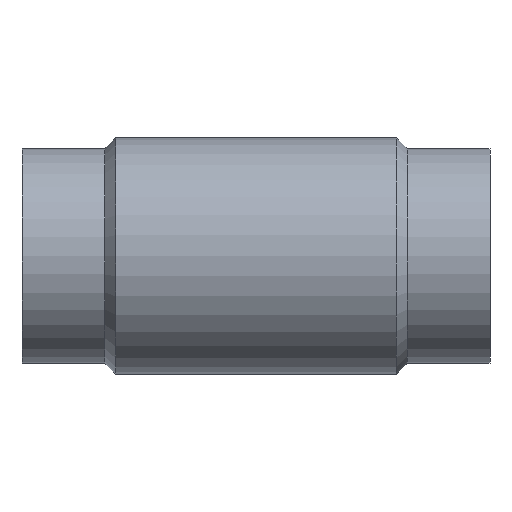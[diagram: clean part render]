
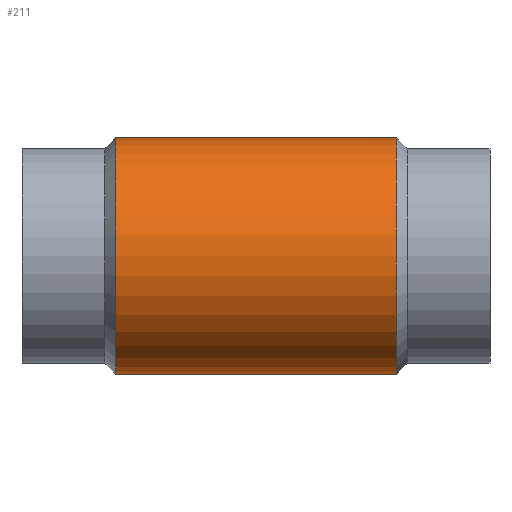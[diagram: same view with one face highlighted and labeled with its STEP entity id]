
A CAD part, top view. The second image highlights one B-rep face of the part: STEP entity #211.
In plain terms, the highlighted cylindrical face has radius 77 mm (diameter 154 mm), a full revolution.
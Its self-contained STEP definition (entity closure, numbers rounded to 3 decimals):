
#25=FACE_OUTER_BOUND('',#38,.T.);
#38=EDGE_LOOP('',(#149,#150,#151,#152,#153,#154,#155,#156,#157));
#56=B_SPLINE_CURVE_WITH_KNOTS('',3,(#416,#417,#418,#419,#420,#421,#422,
#423,#424,#425,#426,#427,#428,#429,#430,#431,#432,#433,#434,#435,#436,#437,
#438,#439,#440,#441,#442,#443,#444,#445,#446,#447,#448,#449),
 .UNSPECIFIED.,.F.,.F.,(4,2,2,2,2,2,2,2,2,2,2,2,2,2,2,2,4),(9.733,
10.932,12.131,13.331,14.53,15.764,
16.998,18.231,19.465,20.699,21.933,
23.166,24.4,25.599,26.799,27.998,
29.198),.UNSPECIFIED.);
#57=B_SPLINE_CURVE_WITH_KNOTS('',3,(#454,#455,#456,#457,#458,#459,#460,
#461,#462,#463,#464,#465,#466,#467,#468,#469,#470,#471),.UNSPECIFIED.,.F.,
 .F.,(4,2,2,2,2,2,2,2,4),(29.198,30.397,31.597,
32.796,33.995,35.229,36.463,37.697,
38.93),.UNSPECIFIED.);
#58=B_SPLINE_CURVE_WITH_KNOTS('',3,(#472,#473,#474,#475,#476,#477,#478,
#479,#480,#481,#482,#483,#484,#485,#486,#487,#488,#489),.UNSPECIFIED.,.F.,
 .F.,(4,2,2,2,2,2,2,2,4),(0.,1.234,2.467,3.701,
4.935,6.134,7.334,8.533,9.733),
 .UNSPECIFIED.);
#60=LINE('',#414,#72);
#61=LINE('',#451,#73);
#72=VECTOR('',#279,77.);
#73=VECTOR('',#280,77.);
#84=CIRCLE('',#246,77.);
#85=CIRCLE('',#247,77.);
#99=VERTEX_POINT('',#411);
#100=VERTEX_POINT('',#413);
#101=VERTEX_POINT('',#415);
#102=VERTEX_POINT('',#450);
#103=VERTEX_POINT('',#453);
#118=EDGE_CURVE('',#99,#99,#84,.T.);
#119=EDGE_CURVE('',#99,#100,#60,.T.);
#120=EDGE_CURVE('',#100,#101,#56,.T.);
#121=EDGE_CURVE('',#101,#102,#61,.T.);
#122=EDGE_CURVE('',#102,#102,#85,.T.);
#123=EDGE_CURVE('',#101,#103,#57,.T.);
#124=EDGE_CURVE('',#103,#100,#58,.T.);
#149=ORIENTED_EDGE('',*,*,#118,.F.);
#150=ORIENTED_EDGE('',*,*,#119,.T.);
#151=ORIENTED_EDGE('',*,*,#120,.T.);
#152=ORIENTED_EDGE('',*,*,#121,.T.);
#153=ORIENTED_EDGE('',*,*,#122,.T.);
#154=ORIENTED_EDGE('',*,*,#121,.F.);
#155=ORIENTED_EDGE('',*,*,#123,.T.);
#156=ORIENTED_EDGE('',*,*,#124,.T.);
#157=ORIENTED_EDGE('',*,*,#119,.F.);
#204=CYLINDRICAL_SURFACE('',#245,77.);
#211=ADVANCED_FACE('',(#25),#204,.T.);
#245=AXIS2_PLACEMENT_3D('',#410,#275,#276);
#246=AXIS2_PLACEMENT_3D('',#412,#277,#278);
#247=AXIS2_PLACEMENT_3D('',#452,#281,#282);
#275=DIRECTION('center_axis',(-1.,0.,0.));
#276=DIRECTION('ref_axis',(0.,0.,1.));
#277=DIRECTION('center_axis',(-1.,0.,0.));
#278=DIRECTION('ref_axis',(0.,0.,1.));
#279=DIRECTION('',(1.,0.,0.));
#280=DIRECTION('',(1.,0.,0.));
#281=DIRECTION('center_axis',(-1.,0.,0.));
#282=DIRECTION('ref_axis',(0.,0.,1.));
#410=CARTESIAN_POINT('Origin',(0.,0.,0.));
#411=CARTESIAN_POINT('',(-91.5,0.,-77.));
#412=CARTESIAN_POINT('Origin',(-91.5,0.,0.));
#413=CARTESIAN_POINT('',(-60.5,0.,-77.));
#414=CARTESIAN_POINT('',(0.,0.,-77.));
#415=CARTESIAN_POINT('',(60.5,0.,-77.));
#416=CARTESIAN_POINT('Ctrl Pts',(-60.5,0.,-77.));
#417=CARTESIAN_POINT('Ctrl Pts',(-60.5,-3.998,-77.));
#418=CARTESIAN_POINT('Ctrl Pts',(-60.097,-8.075,-76.682));
#419=CARTESIAN_POINT('Ctrl Pts',(-58.469,-16.07,-75.413));
#420=CARTESIAN_POINT('Ctrl Pts',(-57.244,-19.989,-74.462));
#421=CARTESIAN_POINT('Ctrl Pts',(-54.089,-27.403,-72.064));
#422=CARTESIAN_POINT('Ctrl Pts',(-52.155,-30.906,-70.616));
#423=CARTESIAN_POINT('Ctrl Pts',(-47.779,-37.316,-67.448));
#424=CARTESIAN_POINT('Ctrl Pts',(-45.336,-40.224,-65.73));
#425=CARTESIAN_POINT('Ctrl Pts',(-40.151,-45.409,-62.266));
#426=CARTESIAN_POINT('Ctrl Pts',(-37.2,-47.869,-60.38));
#427=CARTESIAN_POINT('Ctrl Pts',(-30.783,-52.228,-56.652));
#428=CARTESIAN_POINT('Ctrl Pts',(-27.316,-54.128,-54.811));
#429=CARTESIAN_POINT('Ctrl Pts',(-20.003,-57.235,-51.557));
#430=CARTESIAN_POINT('Ctrl Pts',(-16.151,-58.445,-50.148));
#431=CARTESIAN_POINT('Ctrl Pts',(-8.207,-60.078,-48.18));
#432=CARTESIAN_POINT('Ctrl Pts',(-4.112,-60.5,-47.631));
#433=CARTESIAN_POINT('Ctrl Pts',(4.112,-60.5,-47.631));
#434=CARTESIAN_POINT('Ctrl Pts',(8.207,-60.078,-48.18));
#435=CARTESIAN_POINT('Ctrl Pts',(16.151,-58.445,-50.148));
#436=CARTESIAN_POINT('Ctrl Pts',(20.003,-57.235,-51.557));
#437=CARTESIAN_POINT('Ctrl Pts',(27.316,-54.128,-54.811));
#438=CARTESIAN_POINT('Ctrl Pts',(30.783,-52.228,-56.652));
#439=CARTESIAN_POINT('Ctrl Pts',(37.2,-47.869,-60.38));
#440=CARTESIAN_POINT('Ctrl Pts',(40.151,-45.409,-62.266));
#441=CARTESIAN_POINT('Ctrl Pts',(45.336,-40.224,-65.73));
#442=CARTESIAN_POINT('Ctrl Pts',(47.779,-37.316,-67.448));
#443=CARTESIAN_POINT('Ctrl Pts',(52.155,-30.906,-70.616));
#444=CARTESIAN_POINT('Ctrl Pts',(54.089,-27.403,-72.064));
#445=CARTESIAN_POINT('Ctrl Pts',(57.244,-19.989,-74.462));
#446=CARTESIAN_POINT('Ctrl Pts',(58.469,-16.07,-75.413));
#447=CARTESIAN_POINT('Ctrl Pts',(60.097,-8.075,-76.682));
#448=CARTESIAN_POINT('Ctrl Pts',(60.5,-3.998,-77.));
#449=CARTESIAN_POINT('Ctrl Pts',(60.5,0.,-77.));
#450=CARTESIAN_POINT('',(91.5,0.,-77.));
#451=CARTESIAN_POINT('',(0.,0.,-77.));
#452=CARTESIAN_POINT('Origin',(91.5,0.,0.));
#453=CARTESIAN_POINT('',(0.,60.5,-47.631));
#454=CARTESIAN_POINT('Ctrl Pts',(60.5,0.,-77.));
#455=CARTESIAN_POINT('Ctrl Pts',(60.5,3.998,-77.));
#456=CARTESIAN_POINT('Ctrl Pts',(60.097,8.075,-76.682));
#457=CARTESIAN_POINT('Ctrl Pts',(58.469,16.07,-75.413));
#458=CARTESIAN_POINT('Ctrl Pts',(57.244,19.989,-74.462));
#459=CARTESIAN_POINT('Ctrl Pts',(54.089,27.403,-72.064));
#460=CARTESIAN_POINT('Ctrl Pts',(52.155,30.906,-70.616));
#461=CARTESIAN_POINT('Ctrl Pts',(47.779,37.316,-67.448));
#462=CARTESIAN_POINT('Ctrl Pts',(45.336,40.224,-65.73));
#463=CARTESIAN_POINT('Ctrl Pts',(40.151,45.409,-62.266));
#464=CARTESIAN_POINT('Ctrl Pts',(37.2,47.869,-60.38));
#465=CARTESIAN_POINT('Ctrl Pts',(30.783,52.228,-56.652));
#466=CARTESIAN_POINT('Ctrl Pts',(27.316,54.128,-54.811));
#467=CARTESIAN_POINT('Ctrl Pts',(20.003,57.235,-51.557));
#468=CARTESIAN_POINT('Ctrl Pts',(16.151,58.445,-50.148));
#469=CARTESIAN_POINT('Ctrl Pts',(8.207,60.078,-48.18));
#470=CARTESIAN_POINT('Ctrl Pts',(4.112,60.5,-47.631));
#471=CARTESIAN_POINT('Ctrl Pts',(0.,60.5,-47.631));
#472=CARTESIAN_POINT('Ctrl Pts',(0.,60.5,-47.631));
#473=CARTESIAN_POINT('Ctrl Pts',(-4.112,60.5,-47.631));
#474=CARTESIAN_POINT('Ctrl Pts',(-8.207,60.078,-48.18));
#475=CARTESIAN_POINT('Ctrl Pts',(-16.151,58.445,-50.148));
#476=CARTESIAN_POINT('Ctrl Pts',(-20.003,57.235,-51.557));
#477=CARTESIAN_POINT('Ctrl Pts',(-27.316,54.128,-54.811));
#478=CARTESIAN_POINT('Ctrl Pts',(-30.783,52.228,-56.652));
#479=CARTESIAN_POINT('Ctrl Pts',(-37.2,47.869,-60.38));
#480=CARTESIAN_POINT('Ctrl Pts',(-40.151,45.409,-62.266));
#481=CARTESIAN_POINT('Ctrl Pts',(-45.336,40.224,-65.73));
#482=CARTESIAN_POINT('Ctrl Pts',(-47.779,37.316,-67.448));
#483=CARTESIAN_POINT('Ctrl Pts',(-52.155,30.906,-70.616));
#484=CARTESIAN_POINT('Ctrl Pts',(-54.089,27.403,-72.064));
#485=CARTESIAN_POINT('Ctrl Pts',(-57.244,19.989,-74.462));
#486=CARTESIAN_POINT('Ctrl Pts',(-58.469,16.07,-75.413));
#487=CARTESIAN_POINT('Ctrl Pts',(-60.097,8.075,-76.682));
#488=CARTESIAN_POINT('Ctrl Pts',(-60.5,3.998,-77.));
#489=CARTESIAN_POINT('Ctrl Pts',(-60.5,0.,-77.));
